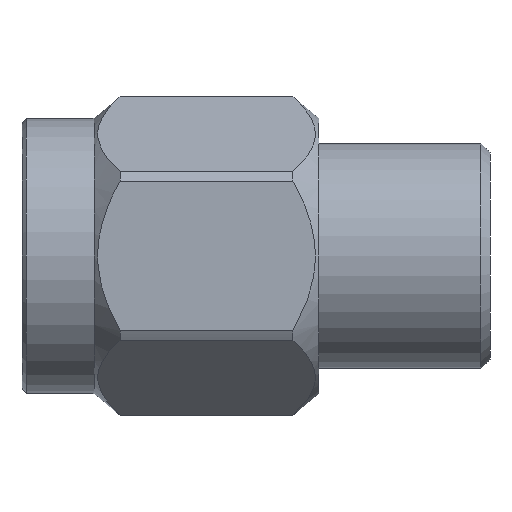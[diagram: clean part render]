
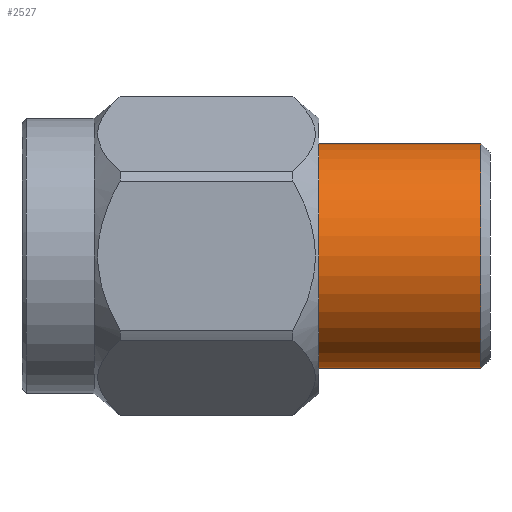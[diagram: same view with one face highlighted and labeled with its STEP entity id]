
A CAD part, front view. The second image highlights one B-rep face of the part: STEP entity #2527.
In plain terms, the highlighted cylindrical face has radius 3.175 mm (diameter 6.35 mm), a partial arc.
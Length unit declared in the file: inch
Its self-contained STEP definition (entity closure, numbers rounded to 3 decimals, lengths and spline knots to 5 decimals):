
#18 = CIRCLE ( 'NONE', #3246, 0.125 ) ;
#107 = VERTEX_POINT ( 'NONE', #471 ) ;
#125 = LINE ( 'NONE', #332, #1189 ) ;
#223 = CARTESIAN_POINT ( 'NONE',  ( 0.51, 0., -0.125 ) ) ;
#332 = CARTESIAN_POINT ( 'NONE',  ( 1.16555, 0., -0.125 ) ) ;
#379 = EDGE_CURVE ( 'NONE', #2938, #2468, #125, .T. ) ;
#388 = ORIENTED_EDGE ( 'NONE', *, *, #2261, .T. ) ;
#471 = CARTESIAN_POINT ( 'NONE',  ( 0.27819, 0., 0.125 ) ) ;
#647 = ORIENTED_EDGE ( 'NONE', *, *, #2847, .T. ) ;
#695 = ORIENTED_EDGE ( 'NONE', *, *, #379, .F. ) ;
#934 = AXIS2_PLACEMENT_3D ( 'NONE', #2280, #1513, #3225 ) ;
#946 = CARTESIAN_POINT ( 'NONE',  ( 0.27819, 0., 0. ) ) ;
#1015 = DIRECTION ( 'NONE',  ( 1., 0., 0. ) ) ;
#1153 = CARTESIAN_POINT ( 'NONE',  ( 1.16555, 0., 0.125 ) ) ;
#1162 = DIRECTION ( 'NONE',  ( -1., 0., 0. ) ) ;
#1189 = VECTOR ( 'NONE', #1162, 39.37008 ) ;
#1285 = EDGE_CURVE ( 'NONE', #107, #2468, #2960, .T. ) ;
#1513 = DIRECTION ( 'NONE',  ( -1., 0., 0. ) ) ;
#1782 = CARTESIAN_POINT ( 'NONE',  ( 0.51, 0., 0. ) ) ;
#1985 = FACE_OUTER_BOUND ( 'NONE', #2675, .T. ) ;
#2017 = AXIS2_PLACEMENT_3D ( 'NONE', #946, #1015, #2023 ) ;
#2023 = DIRECTION ( 'NONE',  ( 0., 0., -1. ) ) ;
#2166 = DIRECTION ( 'NONE',  ( -1., 0., 0. ) ) ;
#2261 = EDGE_CURVE ( 'NONE', #2855, #107, #2412, .T. ) ;
#2275 = CARTESIAN_POINT ( 'NONE',  ( 0.51, 0., 0.125 ) ) ;
#2280 = CARTESIAN_POINT ( 'NONE',  ( 1.16555, 0., 0. ) ) ;
#2412 = LINE ( 'NONE', #1153, #3042 ) ;
#2467 = DIRECTION ( 'NONE',  ( -1., 0., 0. ) ) ;
#2468 = VERTEX_POINT ( 'NONE', #3179 ) ;
#2521 = DIRECTION ( 'NONE',  ( 0., 0., -1. ) ) ;
#2527 = ADVANCED_FACE ( 'NONE', ( #1985 ), #3278, .T. ) ;
#2675 = EDGE_LOOP ( 'NONE', ( #695, #647, #388, #2920 ) ) ;
#2847 = EDGE_CURVE ( 'NONE', #2938, #2855, #18, .T. ) ;
#2855 = VERTEX_POINT ( 'NONE', #2275 ) ;
#2920 = ORIENTED_EDGE ( 'NONE', *, *, #1285, .T. ) ;
#2938 = VERTEX_POINT ( 'NONE', #223 ) ;
#2960 = CIRCLE ( 'NONE', #2017, 0.125 ) ;
#3042 = VECTOR ( 'NONE', #2166, 39.37008 ) ;
#3179 = CARTESIAN_POINT ( 'NONE',  ( 0.27819, 0., -0.125 ) ) ;
#3225 = DIRECTION ( 'NONE',  ( 0., 0., 1. ) ) ;
#3246 = AXIS2_PLACEMENT_3D ( 'NONE', #1782, #2467, #2521 ) ;
#3278 = CYLINDRICAL_SURFACE ( 'NONE', #934, 0.125 ) ;
